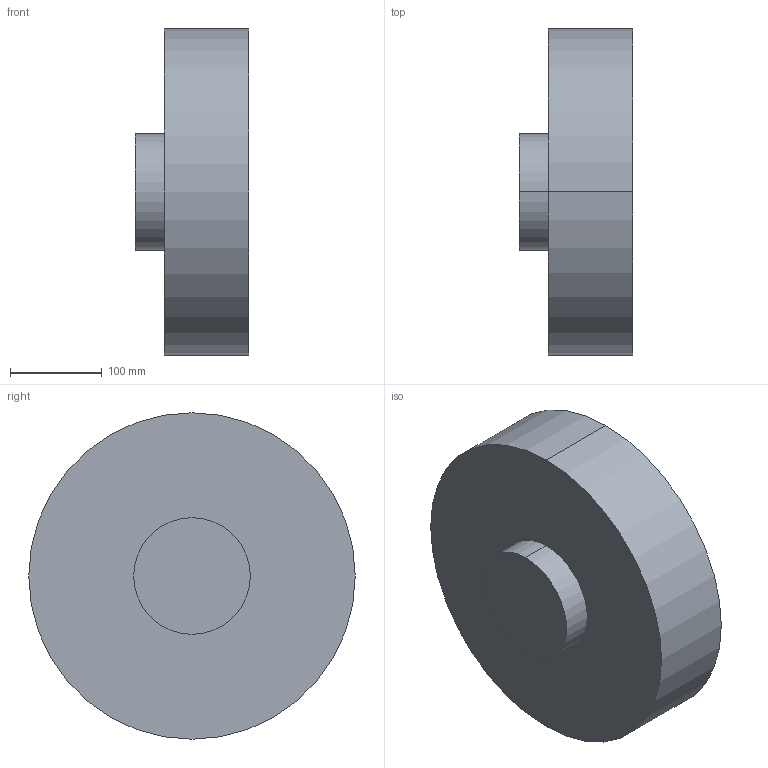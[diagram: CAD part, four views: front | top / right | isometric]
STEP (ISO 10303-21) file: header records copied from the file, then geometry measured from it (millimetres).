
FILE_DESCRIPTION (( 'STEP AP214' ), '1' );
FILE_NAME ('3SLD-14.STEP', '2020-10-23T20:19:11', ( '' ), ( '' ), 'SwSTEP 2.0', 'SolidWorks 2019', '' );
FILE_SCHEMA (( 'AUTOMOTIVE_DESIGN' ));
Length unit declared in the file: inch
Products named in the file (1): 3SLD-14
Bounding box: 123.83 x 355.6 x 355.6 mm (x, y, z)
Volume: 4054166.6 mm3; surface area: 416386.9 mm2
Topology: 1 solids, 1 shells, 42 faces, 242 edges, 234 vertices
Faces by surface type: plane 34, cylinder 8
Entity records: 3554 total; most frequent: CARTESIAN_POINT 1597, ORIENTED_EDGE 484, DIRECTION 269, EDGE_CURVE 242, VERTEX_POINT 234, VECTOR 151, LINE 151, B_SPLINE_CURVE_WITH_KNOTS 75
